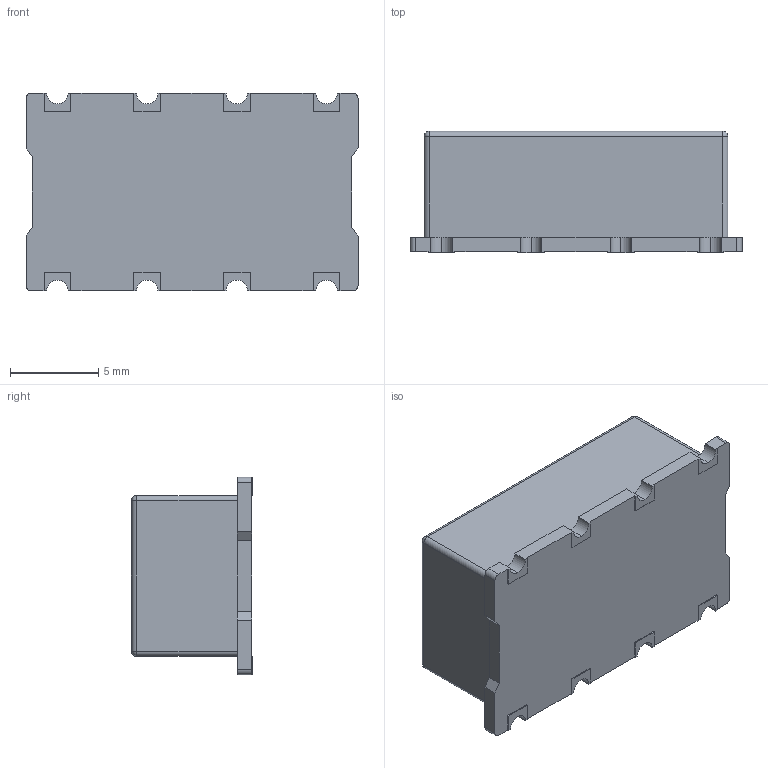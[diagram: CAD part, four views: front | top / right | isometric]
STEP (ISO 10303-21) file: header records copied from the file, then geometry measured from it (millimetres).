
FILE_DESCRIPTION (( 'STEP AP214' ), '1' );
FILE_NAME ('SXBP-150+.STEP', '2024-06-27T11:45:01', ( '' ), ( '' ), 'SwSTEP 2.0', 'SolidWorks 2023', '' );
FILE_SCHEMA (( 'AUTOMOTIVE_DESIGN' ));
Length unit declared in the file: millimetre
Products named in the file (1): SXBP-150+
Bounding box: 18.8 x 6.86 x 11.18 mm (x, y, z)
Volume: 1100.1 mm3; surface area: 765.6 mm2
Topology: 1 solids, 1 shells, 87 faces, 244 edges, 156 vertices
Faces by surface type: plane 59, cylinder 24, sphere 4
Entity records: 3495 total; most frequent: CARTESIAN_POINT 484, ORIENTED_EDGE 480, DIRECTION 464, EDGE_CURVE 240, VECTOR 192, LINE 192, VERTEX_POINT 156, AXIS2_PLACEMENT_3D 136
